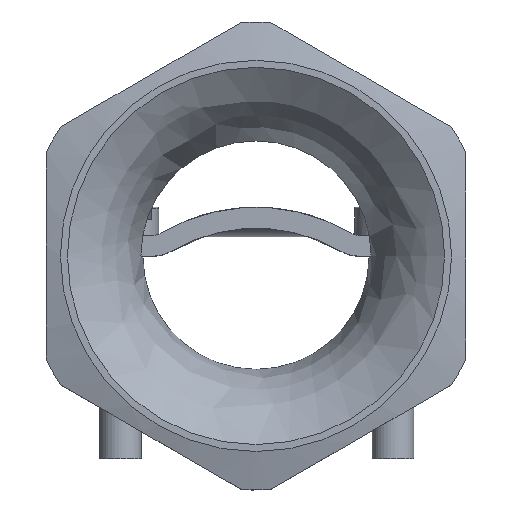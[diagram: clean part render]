
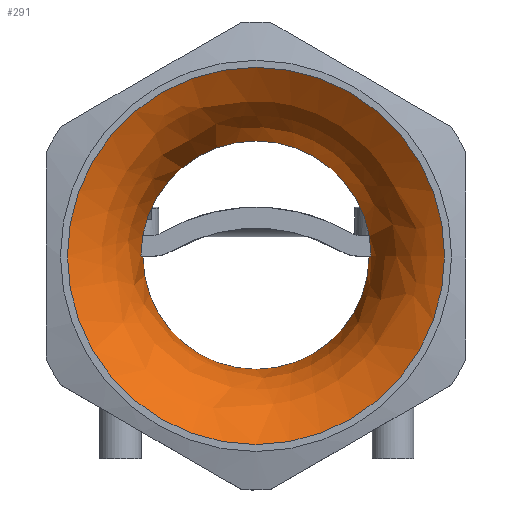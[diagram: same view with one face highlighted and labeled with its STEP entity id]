
A CAD part, top view. The second image highlights one B-rep face of the part: STEP entity #291.
In plain terms, the highlighted free-form (B-spline) face has degree [2, 2] with [7, 3] control points.
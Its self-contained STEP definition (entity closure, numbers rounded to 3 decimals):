
#127=(
BOUNDED_SURFACE()
B_SPLINE_SURFACE(2,2,((#4104,#4105,#4106),(#4107,#4108,#4109),(#4110,#4111,
#4112),(#4113,#4114,#4115),(#4116,#4117,#4118),(#4119,#4120,#4121),(#4122,
#4123,#4124)),.UNSPECIFIED.,.T.,.F.,.F.)
B_SPLINE_SURFACE_WITH_KNOTS((1,2,2,2,2,1),(3,3),(-0.333,0.,
0.333,0.667,1.,1.333),(0.,1.),
 .UNSPECIFIED.)
GEOMETRIC_REPRESENTATION_ITEM()
RATIONAL_B_SPLINE_SURFACE(((1.,0.854,1.),(0.5,0.427,
0.5),(1.,0.854,1.),(0.5,0.427,0.5),(1.,0.854,
1.),(0.5,0.427,0.5),(1.,0.854,1.)))
REPRESENTATION_ITEM('')
SURFACE()
);
#291=ADVANCED_FACE('',(#418,#419),#127,.F.);
#418=FACE_BOUND('',#516,.T.);
#419=FACE_BOUND('',#517,.T.);
#516=EDGE_LOOP('',(#887));
#517=EDGE_LOOP('',(#888,#889,#890,#891));
#887=ORIENTED_EDGE('',*,*,#1479,.F.);
#888=ORIENTED_EDGE('',*,*,#1425,.F.);
#889=ORIENTED_EDGE('',*,*,#1405,.T.);
#890=ORIENTED_EDGE('',*,*,#1421,.F.);
#891=ORIENTED_EDGE('',*,*,#1480,.F.);
#1196=VERTEX_POINT('',#3913);
#1197=VERTEX_POINT('',#3914);
#1210=VERTEX_POINT('',#3948);
#1212=VERTEX_POINT('',#3957);
#1247=VERTEX_POINT('',#4101);
#1405=EDGE_CURVE('',#1196,#1197,#1695,.T.);
#1421=EDGE_CURVE('',#1210,#1197,#1703,.T.);
#1425=EDGE_CURVE('',#1196,#1212,#1705,.T.);
#1479=EDGE_CURVE('',#1247,#1247,#1726,.T.);
#1480=EDGE_CURVE('',#1212,#1210,#1727,.T.);
#1695=CIRCLE('',#2521,8.1);
#1703=CIRCLE('',#2535,10.);
#1705=CIRCLE('',#2539,10.);
#1726=CIRCLE('',#2580,13.5);
#1727=CIRCLE('',#2582,8.242);
#2521=AXIS2_PLACEMENT_3D('',#3912,#2786,#2787);
#2535=AXIS2_PLACEMENT_3D('',#3949,#2822,#2823);
#2539=AXIS2_PLACEMENT_3D('',#3956,#2832,#2833);
#2580=AXIS2_PLACEMENT_3D('',#4100,#2940,#2941);
#2582=AXIS2_PLACEMENT_3D('',#4103,#2944,#2945);
#2786=DIRECTION('',(0.,0.,-1.));
#2787=DIRECTION('',(1.,0.,0.));
#2822=DIRECTION('',(0.,1.,0.));
#2823=DIRECTION('',(0.986,0.,0.168));
#2832=DIRECTION('',(0.,1.,0.));
#2833=DIRECTION('',(-1.,0.,0.));
#2940=DIRECTION('',(0.,0.,-1.));
#2941=DIRECTION('',(1.,0.,0.));
#2944=DIRECTION('',(0.,0.,1.));
#2945=DIRECTION('',(1.,0.,0.));
#3912=CARTESIAN_POINT('',(0.,0.,14.121));
#3913=CARTESIAN_POINT('',(8.1,0.,14.121));
#3914=CARTESIAN_POINT('',(-8.1,0.,14.121));
#3948=CARTESIAN_POINT('',(-8.242,0.,15.8));
#3949=CARTESIAN_POINT('',(-18.1,0.,14.121));
#3956=CARTESIAN_POINT('',(18.1,0.,14.121));
#3957=CARTESIAN_POINT('',(8.242,0.,15.8));
#4100=CARTESIAN_POINT('',(0.,0.,23.));
#4101=CARTESIAN_POINT('',(13.5,0.,23.));
#4103=CARTESIAN_POINT('',(0.,0.,15.8));
#4104=CARTESIAN_POINT('',(13.5,0.,23.));
#4105=CARTESIAN_POINT('',(8.1,0.,20.202));
#4106=CARTESIAN_POINT('',(8.1,0.,14.121));
#4107=CARTESIAN_POINT('',(13.5,-23.383,23.));
#4108=CARTESIAN_POINT('',(8.1,-14.03,20.202));
#4109=CARTESIAN_POINT('',(8.1,-14.03,14.121));
#4110=CARTESIAN_POINT('',(-6.75,-11.691,23.));
#4111=CARTESIAN_POINT('',(-4.05,-7.015,20.202));
#4112=CARTESIAN_POINT('',(-4.05,-7.015,14.121));
#4113=CARTESIAN_POINT('',(-27.,0.,23.));
#4114=CARTESIAN_POINT('',(-16.2,0.,20.202));
#4115=CARTESIAN_POINT('',(-16.2,0.,14.121));
#4116=CARTESIAN_POINT('',(-6.75,11.691,23.));
#4117=CARTESIAN_POINT('',(-4.05,7.015,20.202));
#4118=CARTESIAN_POINT('',(-4.05,7.015,14.121));
#4119=CARTESIAN_POINT('',(13.5,23.383,23.));
#4120=CARTESIAN_POINT('',(8.1,14.03,20.202));
#4121=CARTESIAN_POINT('',(8.1,14.03,14.121));
#4122=CARTESIAN_POINT('',(13.5,0.,23.));
#4123=CARTESIAN_POINT('',(8.1,0.,20.202));
#4124=CARTESIAN_POINT('',(8.1,0.,14.121));
